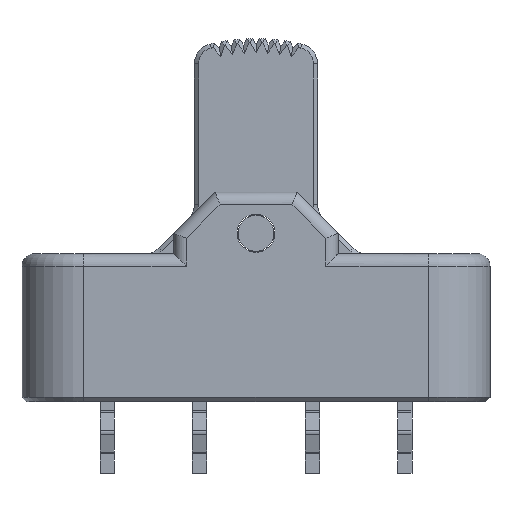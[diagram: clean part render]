
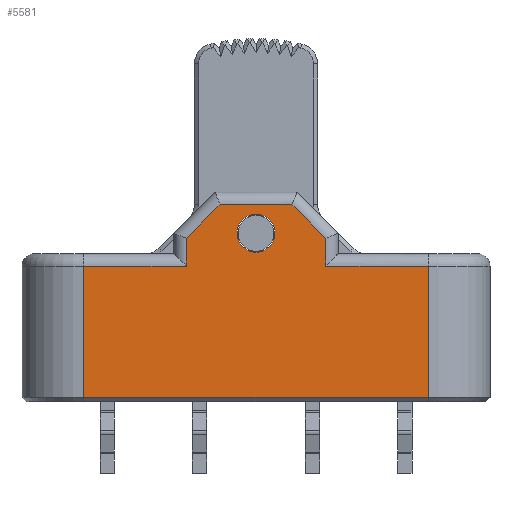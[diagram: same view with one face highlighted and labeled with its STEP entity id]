
A CAD part, left-side view. The second image highlights one B-rep face of the part: STEP entity #5581.
In plain terms, the highlighted planar face has unit normal (-1, 0, 0).
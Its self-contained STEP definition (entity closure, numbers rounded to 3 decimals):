
#153=FACE_BOUND('',#1934,.T.);
#590=LINE('',#9243,#1120);
#611=LINE('',#9296,#1141);
#614=LINE('',#9309,#1144);
#616=LINE('',#9318,#1146);
#618=LINE('',#9327,#1148);
#623=LINE('',#9358,#1153);
#627=LINE('',#9369,#1157);
#631=LINE('',#9380,#1161);
#637=LINE('',#9404,#1167);
#653=LINE('',#9439,#1183);
#1120=VECTOR('',#7516,10.);
#1141=VECTOR('',#7567,10.);
#1144=VECTOR('',#7582,10.);
#1146=VECTOR('',#7590,10.);
#1148=VECTOR('',#7598,10.);
#1153=VECTOR('',#7635,10.);
#1157=VECTOR('',#7649,10.);
#1161=VECTOR('',#7663,10.);
#1167=VECTOR('',#7695,10.);
#1183=VECTOR('',#7731,10.);
#1601=FACE_OUTER_BOUND('',#1933,.T.);
#1933=EDGE_LOOP('',(#4864,#4865,#4866,#4867,#4868,#4869,#4870,#4871,#4872,
#4873));
#1934=EDGE_LOOP('',(#4874));
#2165=CIRCLE('',#6169,0.925);
#2570=VERTEX_POINT('',#9235);
#2572=VERTEX_POINT('',#9241);
#2589=VERTEX_POINT('',#9295);
#2592=VERTEX_POINT('',#9307);
#2593=VERTEX_POINT('',#9308);
#2596=VERTEX_POINT('',#9316);
#2597=VERTEX_POINT('',#9317);
#2600=VERTEX_POINT('',#9325);
#2601=VERTEX_POINT('',#9326);
#2611=VERTEX_POINT('',#9353);
#2630=VERTEX_POINT('',#9440);
#3294=EDGE_CURVE('',#2572,#2570,#590,.T.);
#3320=EDGE_CURVE('',#2570,#2589,#611,.T.);
#3326=EDGE_CURVE('',#2592,#2593,#614,.T.);
#3330=EDGE_CURVE('',#2596,#2597,#616,.T.);
#3334=EDGE_CURVE('',#2600,#2601,#618,.T.);
#3350=EDGE_CURVE('',#2601,#2611,#623,.T.);
#3356=EDGE_CURVE('',#2597,#2600,#627,.T.);
#3362=EDGE_CURVE('',#2593,#2596,#631,.T.);
#3375=EDGE_CURVE('',#2589,#2592,#637,.T.);
#3393=EDGE_CURVE('',#2611,#2572,#653,.T.);
#3394=EDGE_CURVE('',#2630,#2630,#2165,.T.);
#4864=ORIENTED_EDGE('',*,*,#3294,.F.);
#4865=ORIENTED_EDGE('',*,*,#3393,.F.);
#4866=ORIENTED_EDGE('',*,*,#3350,.F.);
#4867=ORIENTED_EDGE('',*,*,#3334,.F.);
#4868=ORIENTED_EDGE('',*,*,#3356,.F.);
#4869=ORIENTED_EDGE('',*,*,#3330,.F.);
#4870=ORIENTED_EDGE('',*,*,#3362,.F.);
#4871=ORIENTED_EDGE('',*,*,#3326,.F.);
#4872=ORIENTED_EDGE('',*,*,#3375,.F.);
#4873=ORIENTED_EDGE('',*,*,#3320,.F.);
#4874=ORIENTED_EDGE('',*,*,#3394,.F.);
#5163=PLANE('',#6168);
#5581=ADVANCED_FACE('',(#1601,#153),#5163,.F.);
#6168=AXIS2_PLACEMENT_3D('',#9438,#7729,#7730);
#6169=AXIS2_PLACEMENT_3D('',#9441,#7732,#7733);
#7516=DIRECTION('',(0.,1.,0.));
#7567=DIRECTION('',(0.,0.,1.));
#7582=DIRECTION('',(0.,0.,1.));
#7590=DIRECTION('',(0.,-1.,0.));
#7598=DIRECTION('',(0.,0.,-1.));
#7635=DIRECTION('',(0.,-1.,0.));
#7649=DIRECTION('',(0.,-0.707,-0.707));
#7663=DIRECTION('',(0.,-0.707,0.707));
#7695=DIRECTION('',(0.,-1.,0.));
#7729=DIRECTION('center_axis',(1.,0.,0.));
#7730=DIRECTION('ref_axis',(0.,0.,-1.));
#7731=DIRECTION('',(0.,0.,-1.));
#7732=DIRECTION('center_axis',(-1.,0.,0.));
#7733=DIRECTION('ref_axis',(0.,1.,0.));
#9235=CARTESIAN_POINT('',(-6.,8.4,0.2));
#9241=CARTESIAN_POINT('',(-6.,-8.4,0.2));
#9243=CARTESIAN_POINT('',(-6.,-5.7,0.2));
#9295=CARTESIAN_POINT('',(-6.,8.4,6.6));
#9296=CARTESIAN_POINT('',(-6.,8.4,2.55));
#9307=CARTESIAN_POINT('',(-6.,3.4,6.6));
#9308=CARTESIAN_POINT('',(-6.,3.4,7.951));
#9309=CARTESIAN_POINT('',(-6.,3.4,6.15));
#9316=CARTESIAN_POINT('',(-6.,1.751,9.6));
#9317=CARTESIAN_POINT('',(-6.,-1.751,9.6));
#9318=CARTESIAN_POINT('',(-6.,2.,9.6));
#9325=CARTESIAN_POINT('',(-6.,-3.4,7.951));
#9326=CARTESIAN_POINT('',(-6.,-3.4,6.6));
#9327=CARTESIAN_POINT('',(-6.,-3.4,7.65));
#9353=CARTESIAN_POINT('',(-6.,-8.4,6.6));
#9358=CARTESIAN_POINT('',(-6.,-2.,6.6));
#9369=CARTESIAN_POINT('',(-6.,-2.851,8.501));
#9380=CARTESIAN_POINT('',(-6.,2.851,8.501));
#9404=CARTESIAN_POINT('',(-6.,5.7,6.6));
#9438=CARTESIAN_POINT('Origin',(-6.,0.,5.1));
#9439=CARTESIAN_POINT('',(-6.,-8.4,6.15));
#9440=CARTESIAN_POINT('',(-6.,-0.925,8.2));
#9441=CARTESIAN_POINT('Origin',(-6.,0.,8.2));
